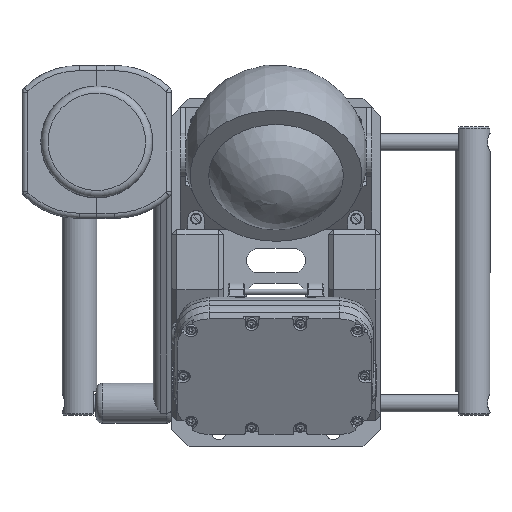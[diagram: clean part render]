
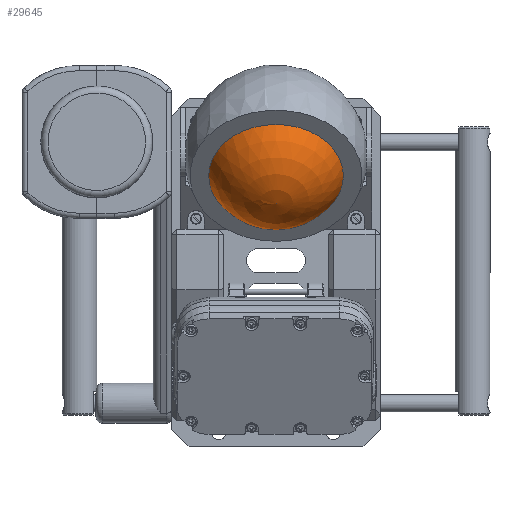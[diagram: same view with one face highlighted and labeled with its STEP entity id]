
A CAD part, top view. The second image highlights one B-rep face of the part: STEP entity #29645.
In plain terms, the highlighted spherical face has radius 42.5 mm.
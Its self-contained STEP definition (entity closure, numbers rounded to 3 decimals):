
#12=SPHERICAL_SURFACE('',#32444,42.5);
#4501=FACE_OUTER_BOUND('',#6411,.T.);
#6411=EDGE_LOOP('',(#25724,#25725,#25726));
#12222=CIRCLE('',#32445,38.73);
#12223=CIRCLE('',#32446,42.5);
#14572=VERTEX_POINT('',#62905);
#14573=VERTEX_POINT('',#62907);
#18392=EDGE_CURVE('',#14572,#14572,#12222,.T.);
#18393=EDGE_CURVE('',#14573,#14572,#12223,.T.);
#25724=ORIENTED_EDGE('',*,*,#18392,.F.);
#25725=ORIENTED_EDGE('',*,*,#18393,.F.);
#25726=ORIENTED_EDGE('',*,*,#18393,.T.);
#29645=ADVANCED_FACE('',(#4501),#12,.T.);
#32444=AXIS2_PLACEMENT_3D('',#62904,#38984,#38985);
#32445=AXIS2_PLACEMENT_3D('',#62906,#38986,#38987);
#32446=AXIS2_PLACEMENT_3D('',#62908,#38988,#38989);
#38984=DIRECTION('center_axis',(0.,-0.65,
0.76));
#38985=DIRECTION('ref_axis',(1.,0.,0.));
#38986=DIRECTION('center_axis',(0.,0.65,
-0.76));
#38987=DIRECTION('ref_axis',(0.,-0.76,-0.65));
#38988=DIRECTION('center_axis',(0.,-0.76,
-0.65));
#38989=DIRECTION('ref_axis',(-1.,0.,0.));
#62904=CARTESIAN_POINT('Origin',(0.,67.,74.));
#62905=CARTESIAN_POINT('',(-38.73,55.62,87.295));
#62906=CARTESIAN_POINT('Origin',(0.,55.62,
87.295));
#62907=CARTESIAN_POINT('',(0.,39.364,106.288));
#62908=CARTESIAN_POINT('Origin',(0.,67.,74.));
